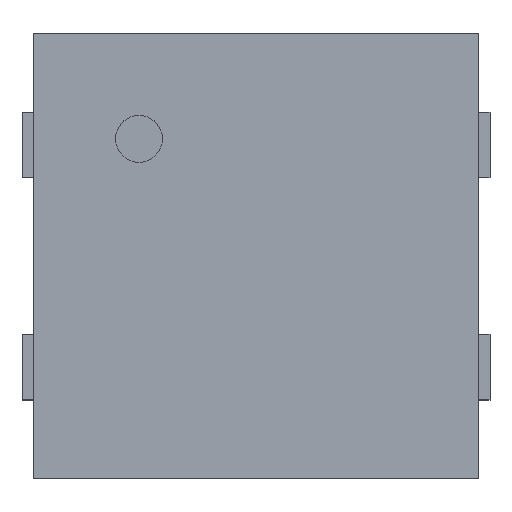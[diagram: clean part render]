
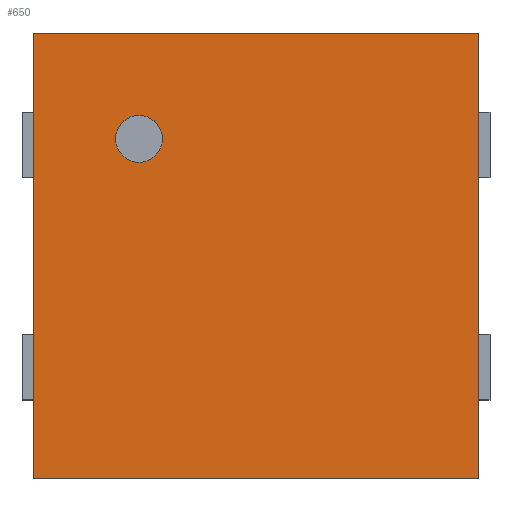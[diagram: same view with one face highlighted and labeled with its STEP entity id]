
A CAD part, top view. The second image highlights one B-rep face of the part: STEP entity #650.
In plain terms, the highlighted planar face has unit normal (0, 0, 1).
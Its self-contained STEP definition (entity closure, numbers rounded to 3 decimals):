
#13=DIRECTION('',(0.,0.,1.));
#27=VECTOR('',#28,1.);
#28=DIRECTION('',(0.,-1.,0.));
#34=VECTOR('',#35,1.);
#35=DIRECTION('',(1.,0.,0.));
#282=VERTEX_POINT('',#283);
#283=CARTESIAN_POINT('',(0.95,0.95,0.6));
#286=EDGE_CURVE('',#282,#287,#289,.T.);
#287=VERTEX_POINT('',#288);
#288=CARTESIAN_POINT('',(0.95,-0.95,0.6));
#289=LINE('',#283,#27);
#335=VERTEX_POINT('',#336);
#336=CARTESIAN_POINT('',(-0.95,0.95,0.6));
#339=ORIENTED_EDGE('',*,*,#340,.F.);
#340=EDGE_CURVE('',#335,#282,#341,.T.);
#341=LINE('',#336,#34);
#374=ORIENTED_EDGE('',*,*,#375,.T.);
#375=EDGE_CURVE('',#335,#376,#378,.T.);
#376=VERTEX_POINT('',#377);
#377=CARTESIAN_POINT('',(-0.95,-0.95,0.6));
#378=LINE('',#336,#27);
#646=EDGE_CURVE('',#376,#287,#647,.T.);
#647=LINE('',#377,#34);
#650=ADVANCED_FACE('',(#651,#655),#665,.T.);
#651=FACE_BOUND('',#652,.T.);
#652=EDGE_LOOP('',(#339,#374,#653,#654));
#653=ORIENTED_EDGE('',*,*,#646,.T.);
#654=ORIENTED_EDGE('',*,*,#286,.F.);
#655=FACE_BOUND('',#656,.T.);
#656=EDGE_LOOP('',(#657));
#657=ORIENTED_EDGE('',*,*,#658,.T.);
#658=EDGE_CURVE('',#659,#659,#661,.T.);
#659=VERTEX_POINT('',#660);
#660=CARTESIAN_POINT('',(-0.5,0.4,0.6));
#661=CIRCLE('',#662,0.1);
#662=AXIS2_PLACEMENT_3D('',#663,#664,#28);
#663=CARTESIAN_POINT('',(-0.5,0.5,0.6));
#664=DIRECTION('',(0.,0.,-1.));
#665=PLANE('',#666);
#666=AXIS2_PLACEMENT_3D('',#336,#13,#28);
